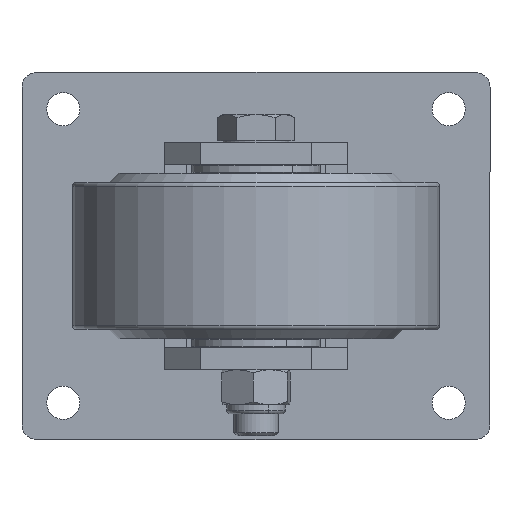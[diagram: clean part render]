
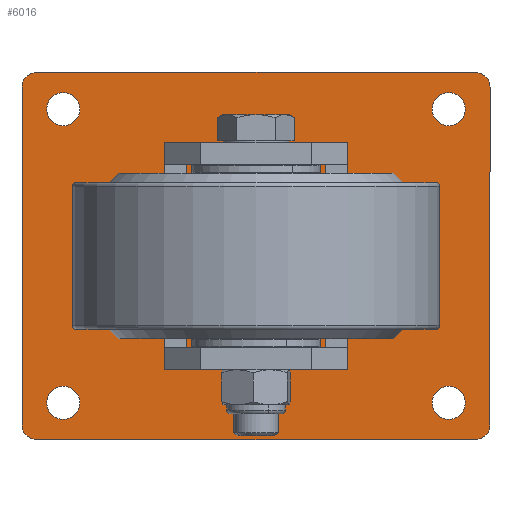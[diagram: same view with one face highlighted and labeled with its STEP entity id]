
A CAD part, front view. The second image highlights one B-rep face of the part: STEP entity #6016.
In plain terms, the highlighted planar face has unit normal (0, -1, 0).
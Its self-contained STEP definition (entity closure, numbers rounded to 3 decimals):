
#140 = CIRCLE ( 'NONE', #8129, 8. ) ;
#204 = DIRECTION ( 'NONE',  ( 1., 0., 0. ) ) ;
#279 = AXIS2_PLACEMENT_3D ( 'NONE', #6114, #2581, #499 ) ;
#284 = DIRECTION ( 'NONE',  ( -1., 0., 0. ) ) ;
#357 = CARTESIAN_POINT ( 'NONE',  ( -114., -15.5, 80. ) ) ;
#363 = CARTESIAN_POINT ( 'NONE',  ( 114., -15.5, -80. ) ) ;
#395 = DIRECTION ( 'NONE',  ( 0., 0., -1. ) ) ;
#427 = ORIENTED_EDGE ( 'NONE', *, *, #8262, .F. ) ;
#465 = CIRCLE ( 'NONE', #7883, 9. ) ;
#499 = DIRECTION ( 'NONE',  ( 1., 0., 0. ) ) ;
#502 = VECTOR ( 'NONE', #395, 1000. ) ;
#570 = CARTESIAN_POINT ( 'NONE',  ( -114., -15.5, -80. ) ) ;
#630 = AXIS2_PLACEMENT_3D ( 'NONE', #4260, #8480, #5709 ) ;
#870 = AXIS2_PLACEMENT_3D ( 'NONE', #9105, #5670, #7747 ) ;
#875 = ORIENTED_EDGE ( 'NONE', *, *, #8297, .F. ) ;
#883 = ORIENTED_EDGE ( 'NONE', *, *, #1388, .F. ) ;
#918 = EDGE_LOOP ( 'NONE', ( #5921, #7579 ) ) ;
#968 = FACE_OUTER_BOUND ( 'NONE', #7886, .T. ) ;
#1198 = ORIENTED_EDGE ( 'NONE', *, *, #3036, .T. ) ;
#1252 = AXIS2_PLACEMENT_3D ( 'NONE', #6960, #9035, #3378 ) ;
#1365 = EDGE_CURVE ( 'NONE', #4272, #5614, #2615, .T. ) ;
#1384 = FACE_BOUND ( 'NONE', #8135, .T. ) ;
#1388 = EDGE_CURVE ( 'NONE', #2408, #6685, #3150, .T. ) ;
#1460 = AXIS2_PLACEMENT_3D ( 'NONE', #5267, #4465, #3141 ) ;
#1469 = CARTESIAN_POINT ( 'NONE',  ( -119.5, -15.5, 100. ) ) ;
#1491 = CARTESIAN_POINT ( 'NONE',  ( -105., -15.5, -80. ) ) ;
#1567 = CARTESIAN_POINT ( 'NONE',  ( 127.5, -15.5, -100. ) ) ;
#1631 = DIRECTION ( 'NONE',  ( -1., 0., 0. ) ) ;
#1916 = CIRCLE ( 'NONE', #2469, 9. ) ;
#1974 = EDGE_CURVE ( 'NONE', #6588, #7563, #6734, .T. ) ;
#2035 = CARTESIAN_POINT ( 'NONE',  ( 127.5, -15.5, -92. ) ) ;
#2094 = CARTESIAN_POINT ( 'NONE',  ( 119.5, -15.5, -100. ) ) ;
#2200 = ORIENTED_EDGE ( 'NONE', *, *, #7000, .T. ) ;
#2263 = DIRECTION ( 'NONE',  ( 0., 1., 0. ) ) ;
#2408 = VERTEX_POINT ( 'NONE', #2094 ) ;
#2469 = AXIS2_PLACEMENT_3D ( 'NONE', #1491, #6332, #7756 ) ;
#2552 = CIRCLE ( 'NONE', #1460, 9. ) ;
#2581 = DIRECTION ( 'NONE',  ( 0., -1., 0. ) ) ;
#2615 = CIRCLE ( 'NONE', #3523, 9. ) ;
#2687 = EDGE_CURVE ( 'NONE', #5483, #9091, #5645, .T. ) ;
#2708 = VERTEX_POINT ( 'NONE', #7067 ) ;
#2755 = DIRECTION ( 'NONE',  ( 1., 0., 0. ) ) ;
#2804 = CIRCLE ( 'NONE', #4894, 9. ) ;
#2972 = CARTESIAN_POINT ( 'NONE',  ( -96., -15.5, -80. ) ) ;
#2976 = CARTESIAN_POINT ( 'NONE',  ( 127.5, -15.5, -100. ) ) ;
#3004 = DIRECTION ( 'NONE',  ( 0., -1., 0. ) ) ;
#3036 = EDGE_CURVE ( 'NONE', #6588, #6685, #8797, .T. ) ;
#3137 = CIRCLE ( 'NONE', #1252, 9. ) ;
#3138 = DIRECTION ( 'NONE',  ( 0., -1., 0. ) ) ;
#3141 = DIRECTION ( 'NONE',  ( -1., 0., 0. ) ) ;
#3150 = LINE ( 'NONE', #2976, #7779 ) ;
#3221 = CARTESIAN_POINT ( 'NONE',  ( 96., -15.5, 80. ) ) ;
#3378 = DIRECTION ( 'NONE',  ( -1., 0., 0. ) ) ;
#3431 = AXIS2_PLACEMENT_3D ( 'NONE', #1567, #2263, #204 ) ;
#3475 = ORIENTED_EDGE ( 'NONE', *, *, #7497, .F. ) ;
#3523 = AXIS2_PLACEMENT_3D ( 'NONE', #7289, #4446, #284 ) ;
#3570 = EDGE_CURVE ( 'NONE', #5614, #4272, #465, .T. ) ;
#3961 = CARTESIAN_POINT ( 'NONE',  ( 96., -15.5, -80. ) ) ;
#4021 = ORIENTED_EDGE ( 'NONE', *, *, #6072, .T. ) ;
#4049 = CARTESIAN_POINT ( 'NONE',  ( -127.5, -15.5, 92. ) ) ;
#4088 = CARTESIAN_POINT ( 'NONE',  ( 127.5, -15.5, 92. ) ) ;
#4260 = CARTESIAN_POINT ( 'NONE',  ( 105., -15.5, 80. ) ) ;
#4272 = VERTEX_POINT ( 'NONE', #3961 ) ;
#4403 = PLANE ( 'NONE',  #3431 ) ;
#4405 = EDGE_CURVE ( 'NONE', #6693, #6155, #1916, .T. ) ;
#4446 = DIRECTION ( 'NONE',  ( 0., -1., 0. ) ) ;
#4465 = DIRECTION ( 'NONE',  ( 0., -1., 0. ) ) ;
#4602 = VECTOR ( 'NONE', #5800, 1000. ) ;
#4682 = VERTEX_POINT ( 'NONE', #357 ) ;
#4791 = CARTESIAN_POINT ( 'NONE',  ( -119.5, -15.5, -100. ) ) ;
#4894 = AXIS2_PLACEMENT_3D ( 'NONE', #5040, #3004, #7877 ) ;
#5022 = VERTEX_POINT ( 'NONE', #4088 ) ;
#5040 = CARTESIAN_POINT ( 'NONE',  ( 105., -15.5, 80. ) ) ;
#5219 = FACE_BOUND ( 'NONE', #918, .T. ) ;
#5267 = CARTESIAN_POINT ( 'NONE',  ( -105., -15.5, 80. ) ) ;
#5305 = CARTESIAN_POINT ( 'NONE',  ( -119.5, -15.5, 92. ) ) ;
#5332 = DIRECTION ( 'NONE',  ( 1., 0., 0. ) ) ;
#5333 = EDGE_LOOP ( 'NONE', ( #6062, #5822 ) ) ;
#5336 = FACE_BOUND ( 'NONE', #5333, .T. ) ;
#5354 = EDGE_CURVE ( 'NONE', #6155, #6693, #9009, .T. ) ;
#5387 = EDGE_LOOP ( 'NONE', ( #8261, #8881 ) ) ;
#5483 = VERTEX_POINT ( 'NONE', #7335 ) ;
#5597 = CARTESIAN_POINT ( 'NONE',  ( -105., -15.5, -80. ) ) ;
#5606 = CARTESIAN_POINT ( 'NONE',  ( 119.5, -15.5, 92. ) ) ;
#5614 = VERTEX_POINT ( 'NONE', #363 ) ;
#5628 = DIRECTION ( 'NONE',  ( 0., -1., 0. ) ) ;
#5645 = CIRCLE ( 'NONE', #630, 9. ) ;
#5670 = DIRECTION ( 'NONE',  ( 0., -1., 0. ) ) ;
#5709 = DIRECTION ( 'NONE',  ( -1., 0., 0. ) ) ;
#5800 = DIRECTION ( 'NONE',  ( 0., 0., 1. ) ) ;
#5822 = ORIENTED_EDGE ( 'NONE', *, *, #1365, .F. ) ;
#5827 = VERTEX_POINT ( 'NONE', #6241 ) ;
#5921 = ORIENTED_EDGE ( 'NONE', *, *, #2687, .F. ) ;
#5971 = CARTESIAN_POINT ( 'NONE',  ( 105., -15.5, -80. ) ) ;
#5977 = DIRECTION ( 'NONE',  ( 1., 0., 0. ) ) ;
#5996 = DIRECTION ( 'NONE',  ( -1., 0., 0. ) ) ;
#6009 = EDGE_CURVE ( 'NONE', #9091, #5483, #2804, .T. ) ;
#6016 = ADVANCED_FACE ( 'NONE', ( #6568, #5336, #968, #5219, #1384 ), #4403, .F. ) ;
#6062 = ORIENTED_EDGE ( 'NONE', *, *, #3570, .F. ) ;
#6072 = EDGE_CURVE ( 'NONE', #5022, #2708, #8741, .T. ) ;
#6114 = CARTESIAN_POINT ( 'NONE',  ( -119.5, -15.5, -92. ) ) ;
#6138 = ORIENTED_EDGE ( 'NONE', *, *, #1974, .F. ) ;
#6155 = VERTEX_POINT ( 'NONE', #2972 ) ;
#6241 = CARTESIAN_POINT ( 'NONE',  ( -96., -15.5, 80. ) ) ;
#6332 = DIRECTION ( 'NONE',  ( 0., -1., 0. ) ) ;
#6568 = FACE_BOUND ( 'NONE', #5387, .T. ) ;
#6588 = VERTEX_POINT ( 'NONE', #7605 ) ;
#6685 = VERTEX_POINT ( 'NONE', #4791 ) ;
#6693 = VERTEX_POINT ( 'NONE', #570 ) ;
#6722 = EDGE_CURVE ( 'NONE', #2408, #6789, #7964, .T. ) ;
#6734 = LINE ( 'NONE', #7184, #4602 ) ;
#6743 = CARTESIAN_POINT ( 'NONE',  ( 127.5, -15.5, 100. ) ) ;
#6750 = DIRECTION ( 'NONE',  ( 0., -1., 0. ) ) ;
#6789 = VERTEX_POINT ( 'NONE', #2035 ) ;
#6960 = CARTESIAN_POINT ( 'NONE',  ( -105., -15.5, 80. ) ) ;
#6961 = DIRECTION ( 'NONE',  ( 0., -1., 0. ) ) ;
#6977 = AXIS2_PLACEMENT_3D ( 'NONE', #5597, #5628, #7712 ) ;
#6996 = VECTOR ( 'NONE', #5977, 1000. ) ;
#7000 = EDGE_CURVE ( 'NONE', #7264, #7563, #140, .T. ) ;
#7067 = CARTESIAN_POINT ( 'NONE',  ( 119.5, -15.5, 100. ) ) ;
#7104 = AXIS2_PLACEMENT_3D ( 'NONE', #5606, #6961, #2755 ) ;
#7184 = CARTESIAN_POINT ( 'NONE',  ( -127.5, -15.5, -100. ) ) ;
#7245 = ORIENTED_EDGE ( 'NONE', *, *, #6722, .T. ) ;
#7264 = VERTEX_POINT ( 'NONE', #1469 ) ;
#7289 = CARTESIAN_POINT ( 'NONE',  ( 105., -15.5, -80. ) ) ;
#7335 = CARTESIAN_POINT ( 'NONE',  ( 114., -15.5, 80. ) ) ;
#7394 = CARTESIAN_POINT ( 'NONE',  ( -127.5, -15.5, 100. ) ) ;
#7497 = EDGE_CURVE ( 'NONE', #4682, #5827, #2552, .T. ) ;
#7563 = VERTEX_POINT ( 'NONE', #4049 ) ;
#7579 = ORIENTED_EDGE ( 'NONE', *, *, #6009, .F. ) ;
#7605 = CARTESIAN_POINT ( 'NONE',  ( -127.5, -15.5, -92. ) ) ;
#7654 = LINE ( 'NONE', #7394, #6996 ) ;
#7712 = DIRECTION ( 'NONE',  ( -1., 0., 0. ) ) ;
#7747 = DIRECTION ( 'NONE',  ( 1., 0., 0. ) ) ;
#7756 = DIRECTION ( 'NONE',  ( -1., 0., 0. ) ) ;
#7779 = VECTOR ( 'NONE', #1631, 1000. ) ;
#7877 = DIRECTION ( 'NONE',  ( -1., 0., 0. ) ) ;
#7883 = AXIS2_PLACEMENT_3D ( 'NONE', #5971, #3138, #5996 ) ;
#7886 = EDGE_LOOP ( 'NONE', ( #883, #7245, #875, #4021, #427, #2200, #6138, #1198 ) ) ;
#7964 = CIRCLE ( 'NONE', #870, 8. ) ;
#7968 = EDGE_CURVE ( 'NONE', #5827, #4682, #3137, .T. ) ;
#8129 = AXIS2_PLACEMENT_3D ( 'NONE', #5305, #6750, #5332 ) ;
#8135 = EDGE_LOOP ( 'NONE', ( #8751, #3475 ) ) ;
#8261 = ORIENTED_EDGE ( 'NONE', *, *, #5354, .F. ) ;
#8262 = EDGE_CURVE ( 'NONE', #7264, #2708, #7654, .T. ) ;
#8297 = EDGE_CURVE ( 'NONE', #5022, #6789, #9073, .T. ) ;
#8480 = DIRECTION ( 'NONE',  ( 0., -1., 0. ) ) ;
#8741 = CIRCLE ( 'NONE', #7104, 8. ) ;
#8751 = ORIENTED_EDGE ( 'NONE', *, *, #7968, .F. ) ;
#8797 = CIRCLE ( 'NONE', #279, 8. ) ;
#8881 = ORIENTED_EDGE ( 'NONE', *, *, #4405, .F. ) ;
#9009 = CIRCLE ( 'NONE', #6977, 9. ) ;
#9035 = DIRECTION ( 'NONE',  ( 0., -1., 0. ) ) ;
#9073 = LINE ( 'NONE', #6743, #502 ) ;
#9091 = VERTEX_POINT ( 'NONE', #3221 ) ;
#9105 = CARTESIAN_POINT ( 'NONE',  ( 119.5, -15.5, -92. ) ) ;
